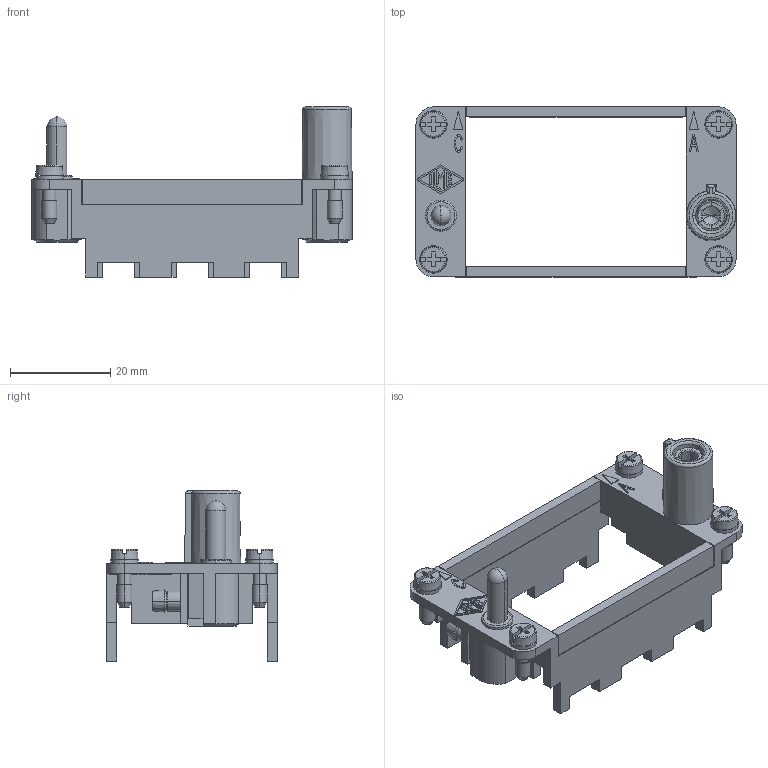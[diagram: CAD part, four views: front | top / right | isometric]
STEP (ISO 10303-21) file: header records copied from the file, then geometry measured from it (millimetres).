
FILE_DESCRIPTION(('Creo Elements/Direct Modeling STEP Export'),'2;1');
FILE_NAME('0ln7uvk48h5i92i2208','2017-01-02T11:09:08',(''),(''),'PTC Creo Elements/Direct Modeling STEP processor for AP214 (Solid Model)','PTC Creo Elements/Direct Modeling 19.0E 27-Jun-2016 (C) Parametric Technology GmbH','');
FILE_SCHEMA(('AUTOMOTIVE_DESIGN { 1 0 10303 214 1 1 1 1 }'));
Length unit declared in the file: millimetre
Products named in the file (2): RX_03_TM
Assembly tree (1 placements, depth 2):
  RX_03_TM
    RX_03_TM
Bounding box: 64 x 34 x 34 mm (x, y, z)
Volume: 8445.3 mm3; surface area: 10358.9 mm2
Topology: 1 solids, 1 shells, 613 faces, 1639 edges, 1078 vertices
Faces by surface type: plane 401, cylinder 103, cone 53, torus 31, extrusion 21, sphere 4
Entity records: 24915 total; most frequent: CARTESIAN_POINT 5967, ORIENTED_EDGE 3258, DIRECTION 2604, EDGE_CURVE 1629, VERTEX_POINT 1078, VECTOR 1072, LINE 1051, AXIS2_PLACEMENT_3D 766
